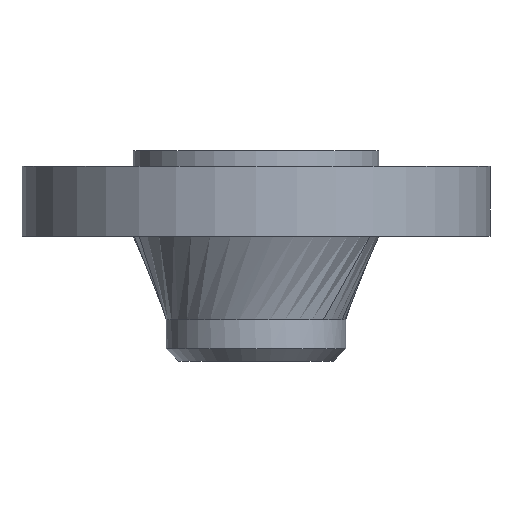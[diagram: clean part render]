
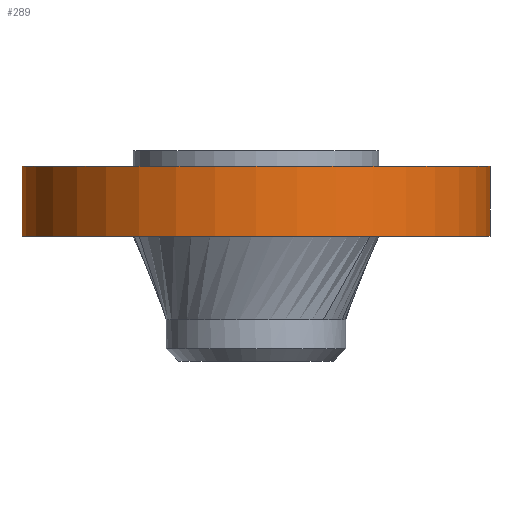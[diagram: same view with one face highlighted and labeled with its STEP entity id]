
A CAD part, front view. The second image highlights one B-rep face of the part: STEP entity #289.
In plain terms, the highlighted cylindrical face has radius 95.25 mm (diameter 190.5 mm), a partial arc.
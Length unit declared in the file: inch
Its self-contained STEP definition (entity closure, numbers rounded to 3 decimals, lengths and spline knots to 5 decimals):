
#16 = CARTESIAN_POINT ( 'NONE',  ( 0., 0., -1.12 ) ) ;
#30 = VERTEX_POINT ( 'NONE', #473 ) ;
#45 = DIRECTION ( 'NONE',  ( 0., 0., 1. ) ) ;
#60 = DIRECTION ( 'NONE',  ( 1., 0., 0. ) ) ;
#62 = EDGE_LOOP ( 'NONE', ( #75, #926, #979, #700 ) ) ;
#75 = ORIENTED_EDGE ( 'NONE', *, *, #928, .F. ) ;
#90 = AXIS2_PLACEMENT_3D ( 'NONE', #16, #285, #615 ) ;
#134 = VERTEX_POINT ( 'NONE', #586 ) ;
#160 = CARTESIAN_POINT ( 'NONE',  ( -3.75, 0., -11.7266 ) ) ;
#285 = DIRECTION ( 'NONE',  ( 0., 0., -1. ) ) ;
#288 = AXIS2_PLACEMENT_3D ( 'NONE', #482, #321, #60 ) ;
#289 = ADVANCED_FACE ( 'NONE', ( #692 ), #512, .T. ) ;
#304 = VERTEX_POINT ( 'NONE', #369 ) ;
#321 = DIRECTION ( 'NONE',  ( 0., 0., 1. ) ) ;
#359 = CARTESIAN_POINT ( 'NONE',  ( 3.75, 0., -11.7266 ) ) ;
#362 = DIRECTION ( 'NONE',  ( 1., 0., 0. ) ) ;
#369 = CARTESIAN_POINT ( 'NONE',  ( 3.75, 0., 0. ) ) ;
#441 = CIRCLE ( 'NONE', #90, 3.75 ) ;
#473 = CARTESIAN_POINT ( 'NONE',  ( 3.75, 0., -1.12 ) ) ;
#482 = CARTESIAN_POINT ( 'NONE',  ( 0., 0., 0. ) ) ;
#512 = CYLINDRICAL_SURFACE ( 'NONE', #659, 3.75 ) ;
#543 = EDGE_CURVE ( 'NONE', #765, #304, #883, .T. ) ;
#586 = CARTESIAN_POINT ( 'NONE',  ( -3.75, 0., -1.12 ) ) ;
#587 = DIRECTION ( 'NONE',  ( 0., 0., 1. ) ) ;
#615 = DIRECTION ( 'NONE',  ( 1., 0., 0. ) ) ;
#640 = CARTESIAN_POINT ( 'NONE',  ( -3.75, 0., 0. ) ) ;
#659 = AXIS2_PLACEMENT_3D ( 'NONE', #689, #781, #362 ) ;
#664 = EDGE_CURVE ( 'NONE', #30, #304, #768, .T. ) ;
#689 = CARTESIAN_POINT ( 'NONE',  ( 0., 0., -11.7266 ) ) ;
#692 = FACE_OUTER_BOUND ( 'NONE', #62, .T. ) ;
#700 = ORIENTED_EDGE ( 'NONE', *, *, #543, .F. ) ;
#761 = VECTOR ( 'NONE', #45, 39.37008 ) ;
#765 = VERTEX_POINT ( 'NONE', #640 ) ;
#768 = LINE ( 'NONE', #359, #905 ) ;
#781 = DIRECTION ( 'NONE',  ( 0., 0., 1. ) ) ;
#883 = CIRCLE ( 'NONE', #288, 3.75 ) ;
#892 = EDGE_CURVE ( 'NONE', #30, #134, #441, .T. ) ;
#905 = VECTOR ( 'NONE', #587, 39.37008 ) ;
#923 = LINE ( 'NONE', #160, #761 ) ;
#926 = ORIENTED_EDGE ( 'NONE', *, *, #892, .F. ) ;
#928 = EDGE_CURVE ( 'NONE', #134, #765, #923, .T. ) ;
#979 = ORIENTED_EDGE ( 'NONE', *, *, #664, .T. ) ;
